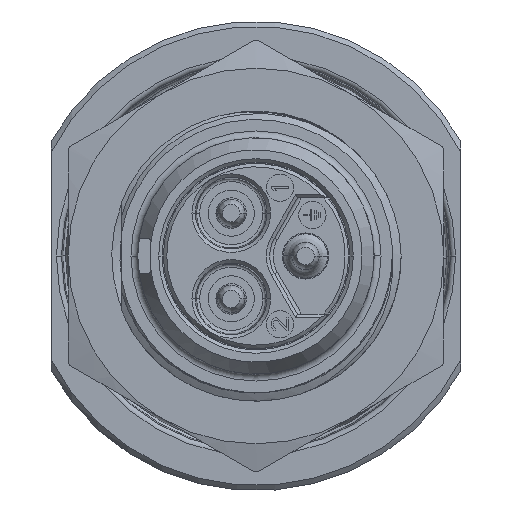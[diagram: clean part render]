
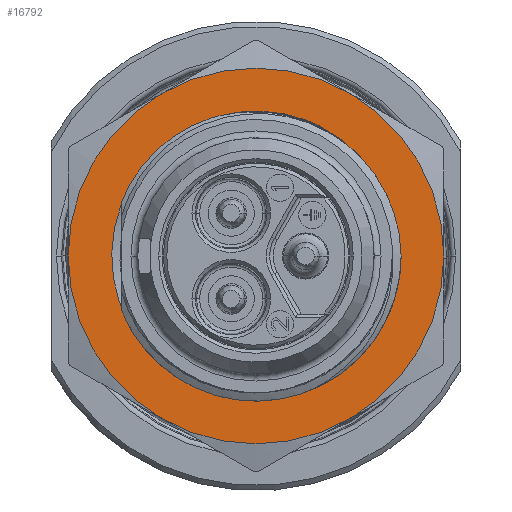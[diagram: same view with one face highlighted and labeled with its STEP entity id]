
A CAD part, left-side view. The second image highlights one B-rep face of the part: STEP entity #16792.
In plain terms, the highlighted planar face has unit normal (-1, 0, 0).
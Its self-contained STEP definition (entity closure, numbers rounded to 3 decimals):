
#578=DIRECTION('',(0.,0.,1.));
#579=VECTOR('',#578,0.138);
#580=CARTESIAN_POINT('',(11.5,7.9,2.999));
#581=LINE('1410',#580,#579);
#1673=CARTESIAN_POINT('',(11.5,2.627,8.084));
#1674=CARTESIAN_POINT('',(11.5,2.54,8.109));
#1675=CARTESIAN_POINT('',(11.5,2.366,8.157));
#1676=CARTESIAN_POINT('',(11.5,2.19,8.198));
#1677=CARTESIAN_POINT('',(11.5,2.102,8.218));
#3960=CARTESIAN_POINT('',(11.5,0.,0.));
#3961=DIRECTION('',(1.,0.,0.));
#3962=DIRECTION('',(0.,0.929,0.369));
#3963=AXIS2_PLACEMENT_3D('',#3960,#3961,#3962);
#3981=CARTESIAN_POINT('',(11.5,0.,0.));
#3982=DIRECTION('',(1.,0.,0.));
#3983=DIRECTION('',(0.,-0.5,0.866));
#3984=AXIS2_PLACEMENT_3D('',#3981,#3982,#3983);
#3986=CARTESIAN_POINT('',(11.5,0.,0.));
#3987=DIRECTION('',(1.,0.,0.));
#3988=DIRECTION('',(0.,-1.,0.));
#3989=AXIS2_PLACEMENT_3D('',#3986,#3987,#3988);
#3991=CARTESIAN_POINT('',(11.5,0.,0.));
#3992=DIRECTION('',(-1.,0.,0.));
#3993=DIRECTION('',(0.,1.,0.));
#3994=AXIS2_PLACEMENT_3D('',#3991,#3992,#3993);
#3996=CARTESIAN_POINT('',(11.5,0.,0.));
#3997=DIRECTION('',(-1.,0.,0.));
#3998=DIRECTION('',(0.,0.5,0.866));
#3999=AXIS2_PLACEMENT_3D('',#3996,#3997,#3998);
#4001=CARTESIAN_POINT('',(11.5,2.102,8.218));
#4002=CARTESIAN_POINT('',(11.5,1.918,8.262));
#4003=CARTESIAN_POINT('',(11.5,1.553,8.337));
#4004=CARTESIAN_POINT('',(11.5,1.003,8.41));
#4005=CARTESIAN_POINT('',(11.5,0.659,8.431));
#4006=CARTESIAN_POINT('',(11.5,0.491,8.436));
#4024=CARTESIAN_POINT('',(11.5,-5.5,9.526));
#4026=CARTESIAN_POINT('',(11.5,0.,0.));
#4027=DIRECTION('',(-1.,0.,0.));
#4028=DIRECTION('',(0.,-0.5,0.866));
#4029=AXIS2_PLACEMENT_3D('',#4026,#4027,#4028);
#4279=CARTESIAN_POINT('',(11.5,5.5,-9.526));
#4281=CARTESIAN_POINT('',(11.5,0.,0.));
#4282=DIRECTION('',(-1.,0.,0.));
#4283=DIRECTION('',(0.,0.5,-0.866));
#4284=AXIS2_PLACEMENT_3D('',#4281,#4282,#4283);
#4328=CARTESIAN_POINT('',(11.5,-5.5,-9.526));
#4372=CARTESIAN_POINT('',(11.5,-11.,0.));
#10310=CARTESIAN_POINT('',(11.5,11.,0.));
#10354=CARTESIAN_POINT('',(11.5,5.5,9.526));
#10356=CARTESIAN_POINT('',(11.5,0.,0.));
#10357=DIRECTION('',(1.,0.,0.));
#10358=DIRECTION('',(0.,0.058,0.998));
#10359=AXIS2_PLACEMENT_3D('',#10356,#10357,#10358);
#11135=VERTEX_POINT('',#4024);
#11138=VERTEX_POINT('',#4372);
#11141=VERTEX_POINT('',#4328);
#11153=VERTEX_POINT('',#4279);
#11156=VERTEX_POINT('',#10310);
#11159=VERTEX_POINT('',#10354);
#11165=CARTESIAN_POINT('',(11.5,7.9,3.137));
#11166=CARTESIAN_POINT('',(11.5,2.627,8.084));
#11167=VERTEX_POINT('',#11165);
#11168=VERTEX_POINT('',#11166);
#11171=VERTEX_POINT('',#1677);
#11176=CARTESIAN_POINT('',(11.5,7.9,2.999));
#11177=VERTEX_POINT('',#11176);
#11192=VERTEX_POINT('',#4006);
#16764=CARTESIAN_POINT('',(11.5,0.,0.));
#16765=DIRECTION('',(1.,0.,0.));
#16766=DIRECTION('',(0.,0.,-1.));
#16767=AXIS2_PLACEMENT_3D('',#16764,#16765,#16766);
#16768=PLANE('340',#16767);
#16770=ORIENTED_EDGE('1367',*,*,#16769,.F.);
#16772=ORIENTED_EDGE('1358',*,*,#16771,.T.);
#16774=ORIENTED_EDGE('1359',*,*,#16773,.T.);
#16776=ORIENTED_EDGE('1366',*,*,#16775,.F.);
#16778=ORIENTED_EDGE('1363',*,*,#16777,.F.);
#16780=ORIENTED_EDGE('1362',*,*,#16779,.F.);
#16781=EDGE_LOOP('340',(#16770,#16772,#16774,#16776,#16778,#16780));
#16782=FACE_OUTER_BOUND('340',#16781,.F.);
#16783=ORIENTED_EDGE('1396',*,*,#16757,.F.);
#16784=ORIENTED_EDGE('1410',*,*,#13189,.F.);
#16786=ORIENTED_EDGE('1538',*,*,#16785,.F.);
#16788=ORIENTED_EDGE('1518',*,*,#16787,.F.);
#16789=ORIENTED_EDGE('1398',*,*,#13444,.F.);
#16790=EDGE_LOOP('340',(#16783,#16784,#16786,#16788,#16789));
#16791=FACE_BOUND('340',#16790,.F.);
#1678=B_SPLINE_CURVE_WITH_KNOTS('1398',3,(#1673,#1674,#1675,#1676,#1677),
.UNSPECIFIED.,.F.,.F.,(4,1,4),(0.,0.5,1.),.UNSPECIFIED.);
#3964=CIRCLE('1396',#3963,8.5);
#3985=CIRCLE('1358',#3984,11.);
#3990=CIRCLE('1359',#3989,11.);
#3995=CIRCLE('1363',#3994,11.);
#4000=CIRCLE('1362',#3999,11.);
#4007=B_SPLINE_CURVE_WITH_KNOTS('1518',3,(#4001,#4002,#4003,#4004,#4005,#4006),
.UNSPECIFIED.,.F.,.F.,(4,1,1,4),(0.,0.333,0.667,1.),
.UNSPECIFIED.);
#4030=CIRCLE('1367',#4029,11.);
#4285=CIRCLE('1366',#4284,11.);
#10360=CIRCLE('1538',#10359,8.45);
#13189=EDGE_CURVE('1410',#11177,#11167,#581,.T.);
#13444=EDGE_CURVE('1398',#11168,#11171,#1678,.T.);
#16757=EDGE_CURVE('1396',#11167,#11168,#3964,.T.);
#16769=EDGE_CURVE('1367',#11135,#11159,#4030,.T.);
#16771=EDGE_CURVE('1358',#11135,#11138,#3985,.T.);
#16773=EDGE_CURVE('1359',#11138,#11141,#3990,.T.);
#16775=EDGE_CURVE('1366',#11153,#11141,#4285,.T.);
#16777=EDGE_CURVE('1363',#11156,#11153,#3995,.T.);
#16779=EDGE_CURVE('1362',#11159,#11156,#4000,.T.);
#16785=EDGE_CURVE('1538',#11192,#11177,#10360,.T.);
#16787=EDGE_CURVE('1518',#11171,#11192,#4007,.T.);
#16792=ADVANCED_FACE('340',(#16782,#16791),#16768,.F.);
